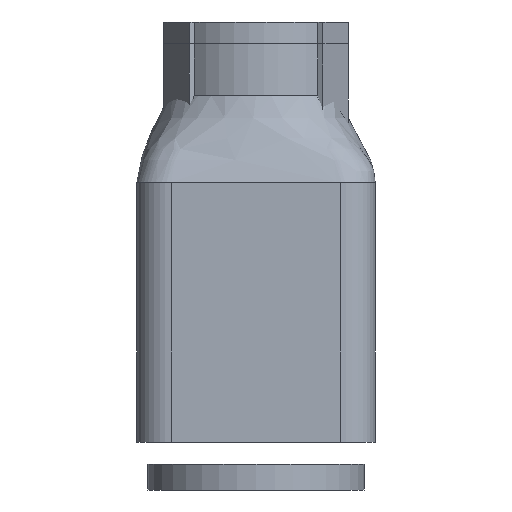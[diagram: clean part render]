
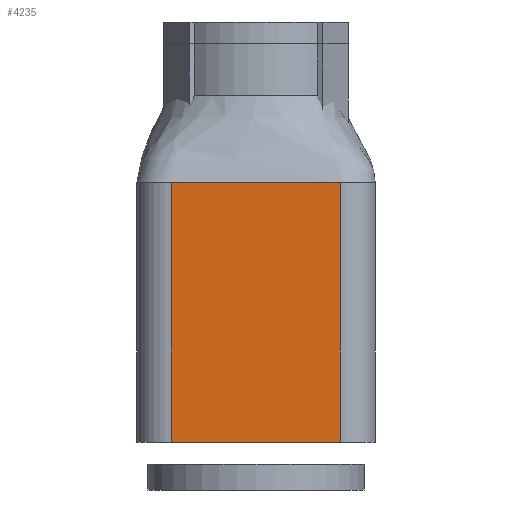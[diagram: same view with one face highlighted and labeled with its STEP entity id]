
A CAD part, front view. The second image highlights one B-rep face of the part: STEP entity #4235.
In plain terms, the highlighted planar face has unit normal (0, -1, 0).
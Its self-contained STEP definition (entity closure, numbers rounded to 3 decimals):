
#381=FACE_OUTER_BOUND('',#650,.T.);
#650=EDGE_LOOP('',(#3612,#3613,#3614,#3615));
#1047=LINE('',#6896,#1447);
#1048=LINE('',#6902,#1448);
#1057=LINE('',#6930,#1457);
#1058=LINE('',#6932,#1458);
#1447=VECTOR('',#5662,10.);
#1448=VECTOR('',#5667,10.);
#1457=VECTOR('',#5698,10.);
#1458=VECTOR('',#5701,10.);
#2024=VERTEX_POINT('',#6881);
#2031=VERTEX_POINT('',#6894);
#2032=VERTEX_POINT('',#6898);
#2034=VERTEX_POINT('',#6901);
#2579=EDGE_CURVE('',#2031,#2024,#1047,.T.);
#2581=EDGE_CURVE('',#2032,#2034,#1048,.T.);
#2596=EDGE_CURVE('',#2032,#2024,#1057,.T.);
#2597=EDGE_CURVE('',#2034,#2031,#1058,.T.);
#3612=ORIENTED_EDGE('',*,*,#2581,.F.);
#3613=ORIENTED_EDGE('',*,*,#2596,.T.);
#3614=ORIENTED_EDGE('',*,*,#2579,.F.);
#3615=ORIENTED_EDGE('',*,*,#2597,.F.);
#4041=PLANE('',#4662);
#4235=ADVANCED_FACE('',(#381),#4041,.T.);
#4662=AXIS2_PLACEMENT_3D('',#6931,#5699,#5700);
#5662=DIRECTION('',(1.,0.,0.));
#5667=DIRECTION('',(-1.,0.,0.));
#5698=DIRECTION('',(0.,0.,1.));
#5699=DIRECTION('center_axis',(0.,-1.,0.));
#5700=DIRECTION('ref_axis',(1.,0.,0.));
#5701=DIRECTION('',(0.,0.,1.));
#6881=CARTESIAN_POINT('',(19.5,-27.5,60.));
#6894=CARTESIAN_POINT('',(-19.5,-27.5,60.));
#6896=CARTESIAN_POINT('',(19.5,-27.5,60.));
#6898=CARTESIAN_POINT('',(19.5,-27.5,0.));
#6901=CARTESIAN_POINT('',(-19.5,-27.5,0.));
#6902=CARTESIAN_POINT('',(19.5,-27.5,0.));
#6930=CARTESIAN_POINT('',(19.5,-27.5,0.));
#6931=CARTESIAN_POINT('Origin',(-19.5,-27.5,0.));
#6932=CARTESIAN_POINT('',(-19.5,-27.5,0.));
